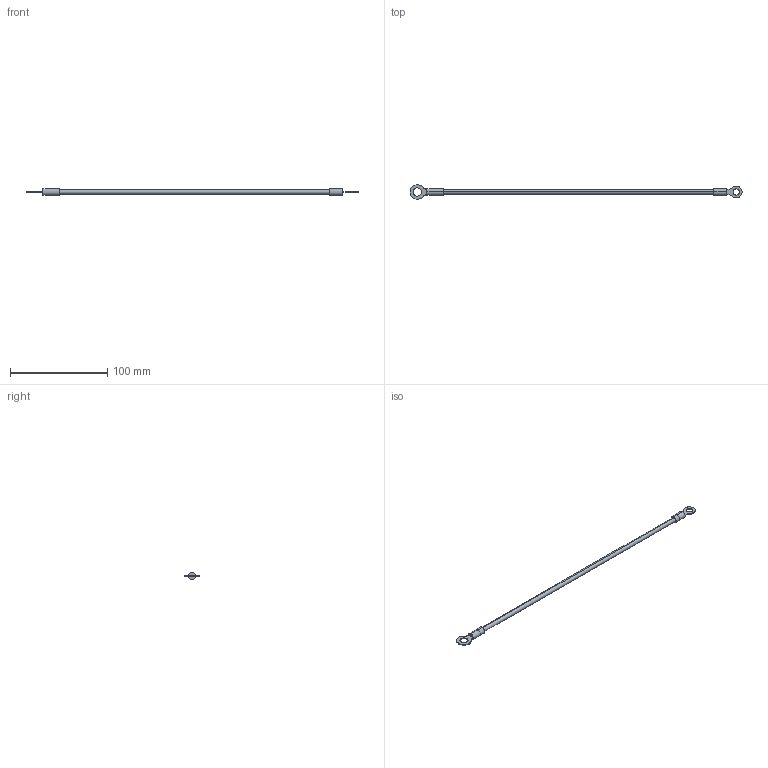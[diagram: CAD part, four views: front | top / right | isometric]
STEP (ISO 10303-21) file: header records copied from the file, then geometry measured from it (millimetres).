
FILE_DESCRIPTION (( 'STEP AP203' ), '1' );
FILE_NAME ('U8015300408 Ïðîâîä çàçåìëåíèÿ 4-Ì6-Ì8 L=300ìì (000.615.028-01).STEP', '2022-04-25T13:21:10', ( '' ), ( '' ), 'SwSTEP 2.0', 'SolidWorks 2017', '' );
FILE_SCHEMA (( 'CONFIG_CONTROL_DESIGN' ));
Length unit declared in the file: millimetre
Products named in the file (4): U8015300408 Ïðîâîä çàçåìëåíèÿ 4-Ì6-Ì8 L=300ìì (000.615.028-01); 袜觐礤黜桕 褪萠6-6; ﾏ粽臉ﾏﾂ3_4_ﾇ-ﾆ (蓁 UC)_00; 袜觐礤黜桕 褪萠6-8
Assembly tree (3 placements, depth 2):
  U8015300408 Ïðîâîä çàçåìëåíèÿ 4-Ì6-Ì8 L=300ìì (000.615.028-01)
    ﾏ粽臉ﾏﾂ3_4_ﾇ-ﾆ (蓁 UC)_00
    袜觐礤黜桕 褪萠6-6
    袜觐礤黜桕 褪萠6-8
Bounding box: 341.8 x 15 x 7.2 mm (x, y, z)
Volume: 6273.9 mm3; surface area: 6285.7 mm2
Topology: 3 solids, 3 shells, 52 faces, 114 edges, 76 vertices
Faces by surface type: cylinder 32, plane 20
Entity records: 1884 total; most frequent: DIRECTION 294, CARTESIAN_POINT 248, ORIENTED_EDGE 228, AXIS2_PLACEMENT_3D 122, EDGE_CURVE 114, VERTEX_POINT 76, EDGE_LOOP 64, CIRCLE 64
